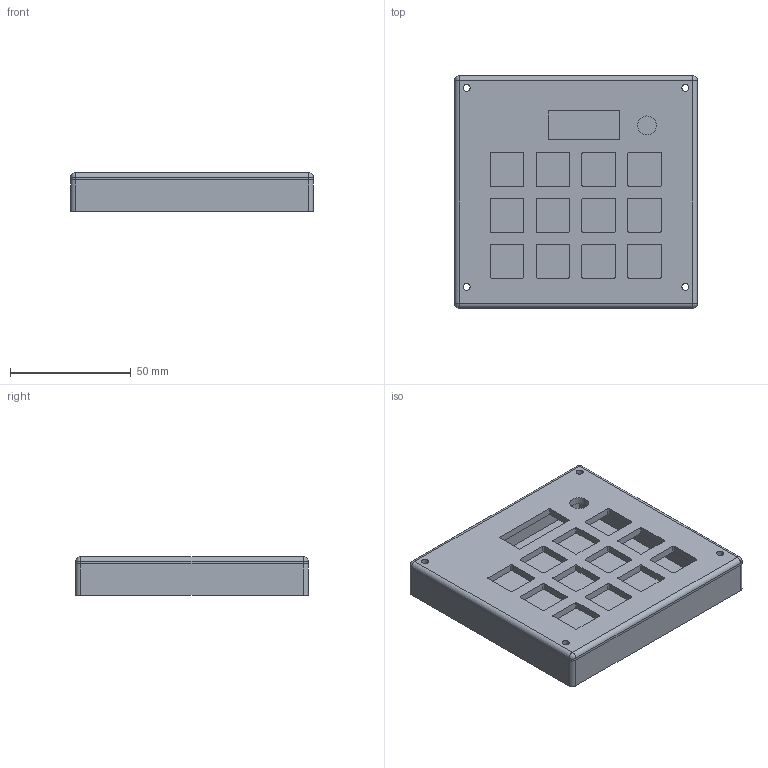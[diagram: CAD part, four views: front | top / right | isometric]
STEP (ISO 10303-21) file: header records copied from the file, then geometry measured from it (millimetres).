
FILE_DESCRIPTION(('STEP AP242 Edition 2','STEP AP242 Edition 2''CAx-IF Rec.Pracs.---Representation and Presentation of Product Manufacturing Information (PMI)---4.0---2014-10-13','STEP AP242 Edition 2''CAx-IF Rec.Pracs.---Representation and Presentation of Product Manufacturing Information (PMI)---4.0---2014-10-13''CAx-IF Rec.Pracs.---3D Tessellated Geometry---0.4---2014-09-14','STEP AP242 Edition 2''CAx-IF Rec.Pracs.---Representation and Presentation of Product Manufacturing Information (PMI)---4.0---2014-10-13''CAx-IF Rec.Pracs.---3D Tessellated Geometry---0.4---2014-09-14''2;1','STEP AP242 Edition 2''CAx-IF Rec.Pracs.---Representation and Presentation of Product Manufacturing Information (PMI)---4.0---2014-10-13''CAx-IF Rec.Pracs.---3D Tessellated Geometry---0.4---2014-09-14''2;1''CAx-IF Rec.Pracs.---User Defined Attributes---1.5---2016-08-15'),'2;1');
FILE_NAME('Part Studio 1.step','2026-02-21T18:16:36',(''),(''),'ST-DEVELOPER v20','ONSHAPE BY PTC INC, 1.211',' ');
FILE_SCHEMA(('AP242_MANAGED_MODEL_BASED_3D_ENGINEERING_MIM_LF { 1 0 10303 442 3 1 4 }'));
Length unit declared in the file: metre
Products named in the file (2): Top-Cover; Base
Bounding box: 100.7 x 96.47 x 16 mm (x, y, z)
Volume: 84178.1 mm3; surface area: 45380.7 mm2
Topology: 2 solids, 2 shells, 148 faces, 421 edges, 274 vertices
Faces by surface type: plane 73, cylinder 71, sphere 4
Full cylindrical faces by diameter (mm): 2.9 x8, 7.8 x1
Entity records: 5038 total; most frequent: DIRECTION 862, CARTESIAN_POINT 838, ORIENTED_EDGE 816, EDGE_CURVE 408, AXIS2_PLACEMENT_3D 298, VERTEX_POINT 274, LINE 266, VECTOR 266
